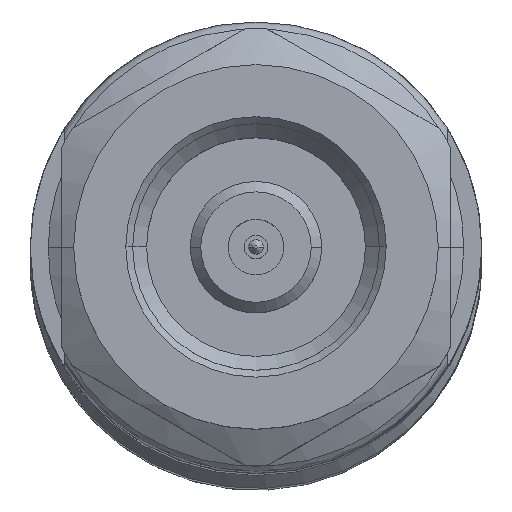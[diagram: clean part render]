
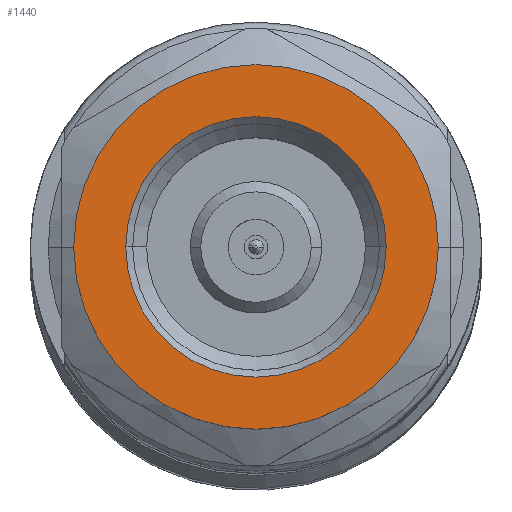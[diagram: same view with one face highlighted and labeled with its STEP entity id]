
A CAD part, top view. The second image highlights one B-rep face of the part: STEP entity #1440.
In plain terms, the highlighted planar face has unit normal (0, 0, 1).
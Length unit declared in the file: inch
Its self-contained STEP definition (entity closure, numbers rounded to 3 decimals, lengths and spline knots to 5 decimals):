
#606 = VERTEX_POINT ( 'NONE', #3228 ) ;
#899 = EDGE_CURVE ( 'NONE', #8970, #606, #2832, .T. ) ;
#1220 = ORIENTED_EDGE ( 'NONE', *, *, #6627, .T. ) ;
#1281 = CARTESIAN_POINT ( 'NONE',  ( -1.69657, -0.33208, -0.47874 ) ) ;
#1440 = ADVANCED_FACE ( 'NONE', ( #8033, #2974 ), #4300, .T. ) ;
#1871 = AXIS2_PLACEMENT_3D ( 'NONE', #7348, #3484, #4214 ) ;
#2832 = CIRCLE ( 'NONE', #8818, 0.07382 ) ;
#2865 = AXIS2_PLACEMENT_3D ( 'NONE', #1281, #9703, #3619 ) ;
#2872 = VERTEX_POINT ( 'NONE', #7332 ) ;
#2974 = FACE_BOUND ( 'NONE', #8119, .T. ) ;
#3091 = DIRECTION ( 'NONE',  ( 1., 0., 0. ) ) ;
#3118 = DIRECTION ( 'NONE',  ( 1., 0., 0. ) ) ;
#3228 = CARTESIAN_POINT ( 'NONE',  ( -1.77039, -0.33208, -0.47874 ) ) ;
#3484 = DIRECTION ( 'NONE',  ( 0., 0., 1. ) ) ;
#3554 = EDGE_LOOP ( 'NONE', ( #5424, #1220 ) ) ;
#3619 = DIRECTION ( 'NONE',  ( 1., 0., 0. ) ) ;
#3629 = CARTESIAN_POINT ( 'NONE',  ( -1.69657, -0.33208, -0.47874 ) ) ;
#3957 = EDGE_CURVE ( 'NONE', #606, #8970, #7580, .T. ) ;
#4078 = VERTEX_POINT ( 'NONE', #8560 ) ;
#4214 = DIRECTION ( 'NONE',  ( 1., 0., 0. ) ) ;
#4300 = PLANE ( 'NONE',  #6344 ) ;
#4496 = CARTESIAN_POINT ( 'NONE',  ( -1.69657, -0.33208, -0.47874 ) ) ;
#5424 = ORIENTED_EDGE ( 'NONE', *, *, #5875, .T. ) ;
#5875 = EDGE_CURVE ( 'NONE', #2872, #4078, #8829, .T. ) ;
#6344 = AXIS2_PLACEMENT_3D ( 'NONE', #4496, #6656, #9696 ) ;
#6627 = EDGE_CURVE ( 'NONE', #4078, #2872, #7621, .T. ) ;
#6656 = DIRECTION ( 'NONE',  ( 0., 0., 1. ) ) ;
#6816 = DIRECTION ( 'NONE',  ( 0., 0., 1. ) ) ;
#6844 = CARTESIAN_POINT ( 'NONE',  ( -1.69657, -0.33208, -0.47874 ) ) ;
#7332 = CARTESIAN_POINT ( 'NONE',  ( -1.59322, -0.33208, -0.47874 ) ) ;
#7348 = CARTESIAN_POINT ( 'NONE',  ( -1.69657, -0.33208, -0.47874 ) ) ;
#7438 = DIRECTION ( 'NONE',  ( 0., 0., -1. ) ) ;
#7580 = CIRCLE ( 'NONE', #2865, 0.07382 ) ;
#7621 = CIRCLE ( 'NONE', #8739, 0.10335 ) ;
#7682 = CARTESIAN_POINT ( 'NONE',  ( -1.62275, -0.33208, -0.47874 ) ) ;
#8033 = FACE_OUTER_BOUND ( 'NONE', #3554, .T. ) ;
#8119 = EDGE_LOOP ( 'NONE', ( #9237, #8932 ) ) ;
#8560 = CARTESIAN_POINT ( 'NONE',  ( -1.79992, -0.33208, -0.47874 ) ) ;
#8739 = AXIS2_PLACEMENT_3D ( 'NONE', #3629, #6816, #3091 ) ;
#8818 = AXIS2_PLACEMENT_3D ( 'NONE', #6844, #7438, #3118 ) ;
#8829 = CIRCLE ( 'NONE', #1871, 0.10335 ) ;
#8932 = ORIENTED_EDGE ( 'NONE', *, *, #3957, .T. ) ;
#8970 = VERTEX_POINT ( 'NONE', #7682 ) ;
#9237 = ORIENTED_EDGE ( 'NONE', *, *, #899, .T. ) ;
#9696 = DIRECTION ( 'NONE',  ( 1., 0., 0. ) ) ;
#9703 = DIRECTION ( 'NONE',  ( 0., 0., -1. ) ) ;
